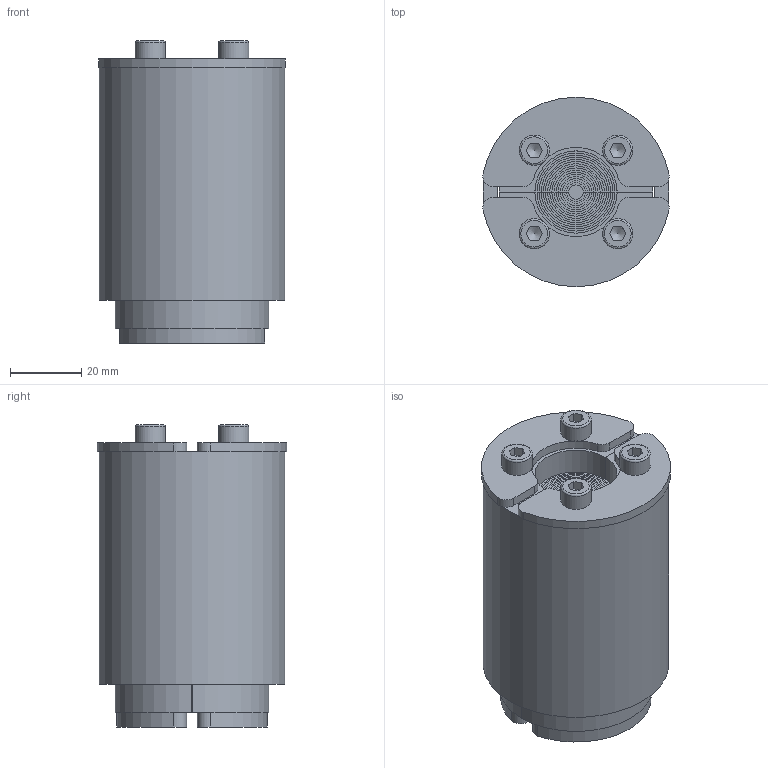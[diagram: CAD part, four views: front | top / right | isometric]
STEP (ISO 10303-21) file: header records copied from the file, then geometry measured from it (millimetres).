
FILE_DESCRIPTION((''),'2;1');
FILE_NAME('RS25WEX.stp','2014-03-15T21:40:40',('se-milkar'),(''),'Autodesk Inventor 2013','Autodesk Inventor 2013','');
FILE_SCHEMA(('AUTOMOTIVE_DESIGN { 1 2 10303 214 0 1 1 1 }'));
Length unit declared in the file: millimetre
Products named in the file (9): Assembly15; SLRS43; RS43; 100-004995; ISO 4762 M5 x 50; FRONT FITTING RS43 EX; 100-004887; REARFITTING RS 43
Assembly tree (15 placements, depth 3):
  Assembly15
    SLRS43
    RS43
      100-004995
      ISO 4762 M5 x 50  x4
      FRONT FITTING RS43 EX  x2
      RS43  x2
      100-004887  x2
      REARFITTING RS 43  x2
Bounding box: 52.13 x 53 x 84.5 mm (x, y, z)
Volume: 145882.4 mm3; surface area: 141475.6 mm2
Topology: 44 solids, 44 shells, 323 faces, 678 edges, 447 vertices
Faces by surface type: plane 192, cylinder 115, torus 8, cone 8
Full cylindrical faces by diameter (mm): 4 x1, 4.334 x4, 5 x12, 8.5 x4, 44 x1, 52 x1
Entity records: 4465 total; most frequent: DIRECTION 754, CARTESIAN_POINT 686, ORIENTED_EDGE 590, EDGE_CURVE 295, AXIS2_PLACEMENT_3D 291, VERTEX_POINT 205, EDGE_LOOP 180, VECTOR 172
